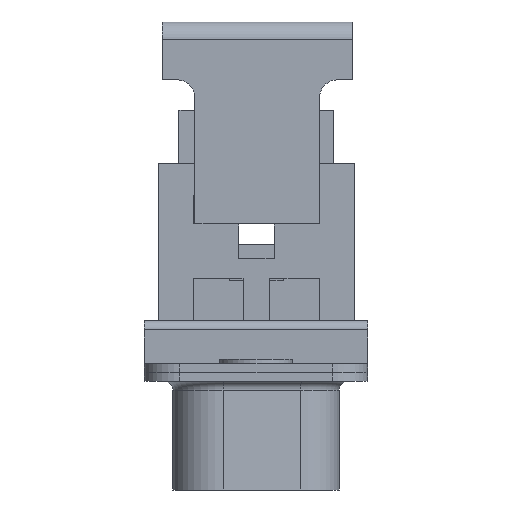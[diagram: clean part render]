
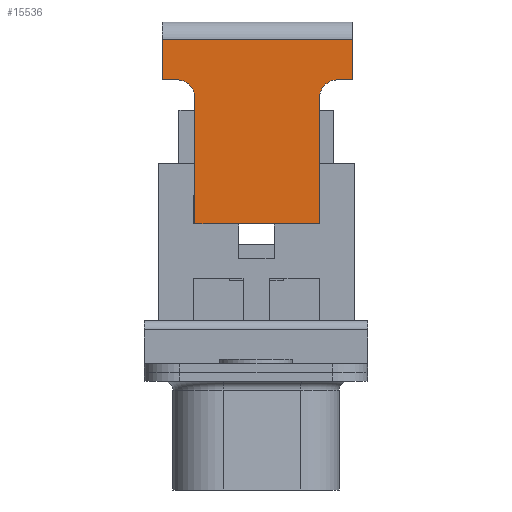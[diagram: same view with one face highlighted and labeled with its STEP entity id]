
A CAD part, left-side view. The second image highlights one B-rep face of the part: STEP entity #15536.
In plain terms, the highlighted planar face has unit normal (-1, 0, 0).
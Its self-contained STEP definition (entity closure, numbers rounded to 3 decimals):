
#14779=CARTESIAN_POINT('',(-20.45,4.5,-1.625));
#14780=VERTEX_POINT('',#14779);
#14787=CARTESIAN_POINT('',(-20.45,5.35,-1.625));
#14788=VERTEX_POINT('',#14787);
#14789=CARTESIAN_POINT('',(-20.45,4.5,-1.625));
#14790=DIRECTION('',(0.,1.,0.));
#14791=VECTOR('',#14790,0.85);
#14792=LINE('',#14789,#14791);
#14793=EDGE_CURVE('',#14780,#14788,#14792,.T.);
#14947=CARTESIAN_POINT('',(-20.45,-5.35,-1.625));
#14948=VERTEX_POINT('',#14947);
#14949=CARTESIAN_POINT('',(-20.45,-4.5,-1.625));
#14950=VERTEX_POINT('',#14949);
#14951=CARTESIAN_POINT('',(-20.45,-5.35,-1.625));
#14952=DIRECTION('',(0.,1.,0.));
#14953=VECTOR('',#14952,0.85);
#14954=LINE('',#14951,#14953);
#14955=EDGE_CURVE('',#14948,#14950,#14954,.T.);
#15421=CARTESIAN_POINT('',(-20.45,-5.35,0.625));
#15422=VERTEX_POINT('',#15421);
#15430=CARTESIAN_POINT('',(-20.45,-5.35,-1.625));
#15431=DIRECTION('',(0.,0.,1.));
#15432=VECTOR('',#15431,2.25);
#15433=LINE('',#15430,#15432);
#15434=EDGE_CURVE('',#14948,#15422,#15433,.T.);
#15452=CARTESIAN_POINT('',(-20.45,5.35,0.625));
#15453=VERTEX_POINT('',#15452);
#15454=CARTESIAN_POINT('',(-20.45,5.35,-1.625));
#15455=DIRECTION('',(0.,0.,1.));
#15456=VECTOR('',#15455,2.25);
#15457=LINE('',#15454,#15456);
#15458=EDGE_CURVE('',#14788,#15453,#15457,.T.);
#15479=CARTESIAN_POINT('',(-20.45,-5.35,-1.625));
#15480=DIRECTION('',(-1.,0.,0.));
#15481=DIRECTION('',(0.,0.,1.));
#15482=AXIS2_PLACEMENT_3D('',#15479,#15480,#15481);
#15483=PLANE('',#15482);
#15484=ORIENTED_EDGE('',*,*,#15434,.T.);
#15485=CARTESIAN_POINT('',(-20.45,-5.35,0.625));
#15486=DIRECTION('',(0.,1.,0.));
#15487=VECTOR('',#15486,10.7);
#15488=LINE('',#15485,#15487);
#15489=EDGE_CURVE('',#15422,#15453,#15488,.T.);
#15490=ORIENTED_EDGE('',*,*,#15489,.T.);
#15491=ORIENTED_EDGE('',*,*,#15458,.F.);
#15492=ORIENTED_EDGE('',*,*,#14793,.F.);
#15493=CARTESIAN_POINT('',(-20.45,3.5,-2.625));
#15494=VERTEX_POINT('',#15493);
#15495=CARTESIAN_POINT('',(-20.45,4.5,-2.625));
#15496=DIRECTION('',(1.,-0.,0.));
#15497=DIRECTION('',(0.,0.,1.));
#15498=AXIS2_PLACEMENT_3D('',#15495,#15496,#15497);
#15499=CIRCLE('',#15498,1.);
#15500=EDGE_CURVE('',#14780,#15494,#15499,.T.);
#15501=ORIENTED_EDGE('',*,*,#15500,.T.);
#15502=CARTESIAN_POINT('',(-20.45,3.5,-9.725));
#15503=VERTEX_POINT('',#15502);
#15504=CARTESIAN_POINT('',(-20.45,3.5,-9.725));
#15505=DIRECTION('',(0.,0.,1.));
#15506=VECTOR('',#15505,7.1);
#15507=LINE('',#15504,#15506);
#15508=EDGE_CURVE('',#15503,#15494,#15507,.T.);
#15509=ORIENTED_EDGE('',*,*,#15508,.F.);
#15510=CARTESIAN_POINT('',(-20.45,-3.5,-9.725));
#15511=VERTEX_POINT('',#15510);
#15512=CARTESIAN_POINT('',(-20.45,3.5,-9.725));
#15513=DIRECTION('',(0.,-1.,0.));
#15514=VECTOR('',#15513,7.);
#15515=LINE('',#15512,#15514);
#15516=EDGE_CURVE('',#15503,#15511,#15515,.T.);
#15517=ORIENTED_EDGE('',*,*,#15516,.T.);
#15518=CARTESIAN_POINT('',(-20.45,-3.5,-2.625));
#15519=VERTEX_POINT('',#15518);
#15520=CARTESIAN_POINT('',(-20.45,-3.5,-9.725));
#15521=DIRECTION('',(0.,0.,1.));
#15522=VECTOR('',#15521,7.1);
#15523=LINE('',#15520,#15522);
#15524=EDGE_CURVE('',#15511,#15519,#15523,.T.);
#15525=ORIENTED_EDGE('',*,*,#15524,.T.);
#15526=CARTESIAN_POINT('',(-20.45,-4.5,-2.625));
#15527=DIRECTION('',(1.,-0.,0.));
#15528=DIRECTION('',(0.,0.,1.));
#15529=AXIS2_PLACEMENT_3D('',#15526,#15527,#15528);
#15530=CIRCLE('',#15529,1.);
#15531=EDGE_CURVE('',#15519,#14950,#15530,.T.);
#15532=ORIENTED_EDGE('',*,*,#15531,.T.);
#15533=ORIENTED_EDGE('',*,*,#14955,.F.);
#15534=EDGE_LOOP('',(#15484,#15490,#15491,#15492,#15501,#15509,#15517,#15525,#15532,#15533));
#15535=FACE_BOUND('',#15534,.T.);
#15536=ADVANCED_FACE('',(#15535),#15483,.T.);
